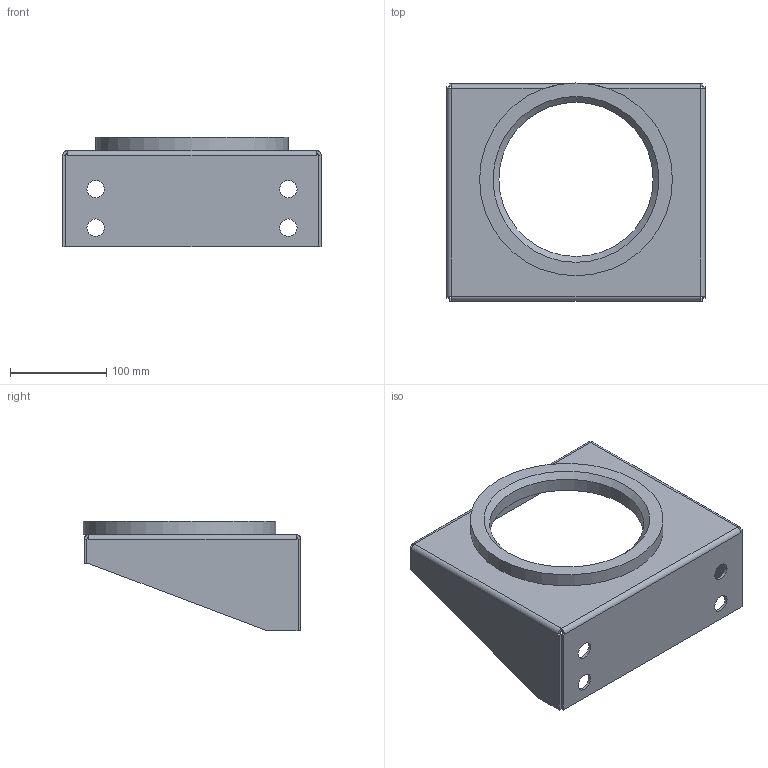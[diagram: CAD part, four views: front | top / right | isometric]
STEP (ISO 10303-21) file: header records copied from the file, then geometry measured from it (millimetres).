
FILE_DESCRIPTION( ( 'Unknown' ), '1' );
FILE_NAME( '999932_10-50l.stp', 'Unknown', ( 'Unknown' ), ( 'Unknown' ), 'PSStep 11.0', 'Unknown', ' ' );
FILE_SCHEMA( ( 'AUTOMOTIVE_DESIGN { 1 0 10303 214 1 1 1 1 }' ) );
Length unit declared in the file: millimetre
Products named in the file (1): 201092-00050
Bounding box: 268 x 226 x 114 mm (x, y, z)
Volume: 452506.3 mm3; surface area: 226500.1 mm2
Topology: 1 solids, 1 shells, 61 faces, 141 edges, 84 vertices
Faces by surface type: plane 44, cylinder 16, cone 1
Full cylindrical faces by diameter (mm): 18 x4, 160 x1, 170 x1, 173 x1, 200 x1
Entity records: 2114 total; most frequent: DIRECTION 284, CARTESIAN_POINT 266, ORIENTED_EDGE 252, EDGE_CURVE 126, AXIS2_PLACEMENT_3D 96, LINE 92, VECTOR 92, EDGE_LOOP 82
